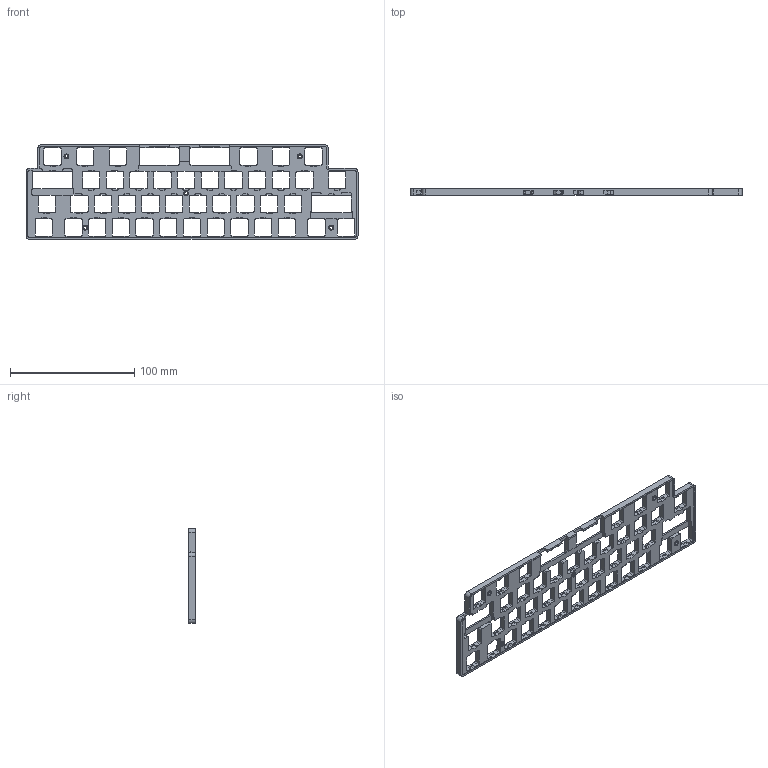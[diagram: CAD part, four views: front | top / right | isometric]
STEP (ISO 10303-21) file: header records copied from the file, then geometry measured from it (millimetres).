
FILE_DESCRIPTION(/* description */ (''),/* implementation_level */ '2;1');
FILE_NAME(/* name */ 'antiboycott_plate.step',/* time_stamp */ '2020-08-11T21:00:58-07:00',/* author */ (''),/* organization */ (''),/* preprocessor_version */ 'ST-DEVELOPER v18.1',/* originating_system */ 'Autodesk Translation Framework v9.3.0.1241',/* authorisation */ '');
FILE_SCHEMA (('AUTOMOTIVE_DESIGN { 1 0 10303 214 3 1 1 }'));
Length unit declared in the file: millimetre
Products named in the file (1): ruski45 plate3DPrint
Bounding box: 266.7 x 5.1 x 76.2 mm (x, y, z)
Volume: 41020.6 mm3; surface area: 35188.1 mm2
Topology: 1 solids, 1 shells, 793 faces, 2429 edges, 1615 vertices
Faces by surface type: plane 399, cylinder 394
Full cylindrical faces by diameter (mm): 2.5 x5, 4 x5, 5 x4
Entity records: 27562 total; most frequent: ORIENTED_EDGE 4858, CARTESIAN_POINT 4838, DIRECTION 4807, EDGE_CURVE 2429, LINE 1639, VECTOR 1639, VERTEX_POINT 1615, AXIS2_PLACEMENT_3D 1584
